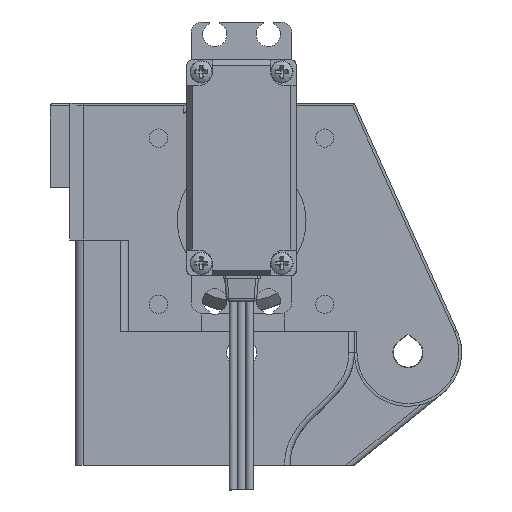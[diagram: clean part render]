
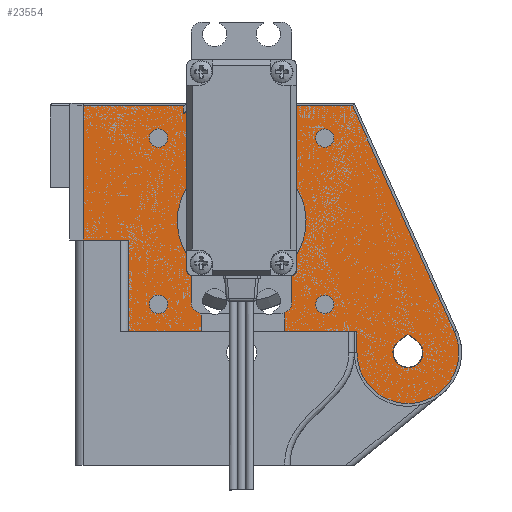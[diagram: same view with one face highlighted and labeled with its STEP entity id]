
A CAD part, left-side view. The second image highlights one B-rep face of the part: STEP entity #23554.
In plain terms, the highlighted planar face has unit normal (-1, 0, 0).
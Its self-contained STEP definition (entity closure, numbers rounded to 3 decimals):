
#411=FACE_BOUND('',#3061,.T.);
#412=FACE_BOUND('',#3062,.T.);
#413=FACE_BOUND('',#3063,.T.);
#414=FACE_BOUND('',#3064,.T.);
#415=FACE_BOUND('',#3065,.T.);
#854=PLANE('',#25129);
#1652=FACE_OUTER_BOUND('',#3060,.T.);
#3060=EDGE_LOOP('',(#16815,#16816,#16817,#16818,#16819,#16820,#16821,#16822,
#16823,#16824,#16825,#16826,#16827,#16828,#16829,#16830));
#3061=EDGE_LOOP('',(#16831,#16832,#16833));
#3062=EDGE_LOOP('',(#16834));
#3063=EDGE_LOOP('',(#16835));
#3064=EDGE_LOOP('',(#16836));
#3065=EDGE_LOOP('',(#16837));
#4797=CIRCLE('',#25130,9.5);
#4798=CIRCLE('',#25131,12.);
#4799=CIRCLE('',#25132,2.7);
#4800=CIRCLE('',#25133,1.7);
#4801=CIRCLE('',#25134,1.7);
#4802=CIRCLE('',#25135,1.7);
#4803=CIRCLE('',#25136,1.7);
#5997=LINE('',#42057,#7940);
#6007=LINE('',#42077,#7950);
#6008=LINE('',#42080,#7951);
#6009=LINE('',#42082,#7952);
#6010=LINE('',#42086,#7953);
#6011=LINE('',#42088,#7954);
#6012=LINE('',#42090,#7955);
#6013=LINE('',#42092,#7956);
#6014=LINE('',#42094,#7957);
#6015=LINE('',#42096,#7958);
#6016=LINE('',#42098,#7959);
#6017=LINE('',#42100,#7960);
#6018=LINE('',#42102,#7961);
#6019=LINE('',#42103,#7962);
#6020=LINE('',#42107,#7963);
#6021=LINE('',#42110,#7964);
#7940=VECTOR('',#28276,10.);
#7950=VECTOR('',#28288,10.);
#7951=VECTOR('',#28291,10.);
#7952=VECTOR('',#28292,10.);
#7953=VECTOR('',#28295,10.);
#7954=VECTOR('',#28296,10.);
#7955=VECTOR('',#28297,10.);
#7956=VECTOR('',#28298,10.);
#7957=VECTOR('',#28299,10.);
#7958=VECTOR('',#28300,10.);
#7959=VECTOR('',#28301,10.);
#7960=VECTOR('',#28302,10.);
#7961=VECTOR('',#28303,10.);
#7962=VECTOR('',#28304,10.);
#7963=VECTOR('',#28307,10.);
#7964=VECTOR('',#28310,10.);
#10007=VERTEX_POINT('',#42053);
#10009=VERTEX_POINT('',#42056);
#10014=VERTEX_POINT('',#42067);
#10018=VERTEX_POINT('',#42075);
#10019=VERTEX_POINT('',#42079);
#10020=VERTEX_POINT('',#42081);
#10021=VERTEX_POINT('',#42083);
#10022=VERTEX_POINT('',#42085);
#10023=VERTEX_POINT('',#42087);
#10024=VERTEX_POINT('',#42089);
#10025=VERTEX_POINT('',#42091);
#10026=VERTEX_POINT('',#42093);
#10027=VERTEX_POINT('',#42095);
#10028=VERTEX_POINT('',#42097);
#10029=VERTEX_POINT('',#42099);
#10030=VERTEX_POINT('',#42101);
#10031=VERTEX_POINT('',#42105);
#10032=VERTEX_POINT('',#42106);
#10033=VERTEX_POINT('',#42108);
#10034=VERTEX_POINT('',#42111);
#10035=VERTEX_POINT('',#42113);
#10036=VERTEX_POINT('',#42115);
#10037=VERTEX_POINT('',#42117);
#12567=EDGE_CURVE('',#10009,#10007,#5997,.T.);
#12577=EDGE_CURVE('',#10014,#10018,#6007,.T.);
#12578=EDGE_CURVE('',#10018,#10019,#6008,.T.);
#12579=EDGE_CURVE('',#10020,#10019,#6009,.T.);
#12580=EDGE_CURVE('',#10021,#10020,#4797,.T.);
#12581=EDGE_CURVE('',#10022,#10021,#6010,.T.);
#12582=EDGE_CURVE('',#10023,#10022,#6011,.T.);
#12583=EDGE_CURVE('',#10024,#10023,#6012,.T.);
#12584=EDGE_CURVE('',#10025,#10024,#6013,.T.);
#12585=EDGE_CURVE('',#10026,#10025,#6014,.T.);
#12586=EDGE_CURVE('',#10027,#10026,#6015,.T.);
#12587=EDGE_CURVE('',#10028,#10027,#6016,.T.);
#12588=EDGE_CURVE('',#10028,#10029,#6017,.T.);
#12589=EDGE_CURVE('',#10029,#10030,#6018,.T.);
#12590=EDGE_CURVE('',#10030,#10009,#6019,.T.);
#12591=EDGE_CURVE('',#10007,#10014,#4798,.T.);
#12592=EDGE_CURVE('',#10031,#10032,#6020,.T.);
#12593=EDGE_CURVE('',#10032,#10033,#4799,.T.);
#12594=EDGE_CURVE('',#10033,#10031,#6021,.T.);
#12595=EDGE_CURVE('',#10034,#10034,#4800,.T.);
#12596=EDGE_CURVE('',#10035,#10035,#4801,.T.);
#12597=EDGE_CURVE('',#10036,#10036,#4802,.T.);
#12598=EDGE_CURVE('',#10037,#10037,#4803,.T.);
#16815=ORIENTED_EDGE('',*,*,#12577,.T.);
#16816=ORIENTED_EDGE('',*,*,#12578,.T.);
#16817=ORIENTED_EDGE('',*,*,#12579,.F.);
#16818=ORIENTED_EDGE('',*,*,#12580,.F.);
#16819=ORIENTED_EDGE('',*,*,#12581,.F.);
#16820=ORIENTED_EDGE('',*,*,#12582,.F.);
#16821=ORIENTED_EDGE('',*,*,#12583,.F.);
#16822=ORIENTED_EDGE('',*,*,#12584,.F.);
#16823=ORIENTED_EDGE('',*,*,#12585,.F.);
#16824=ORIENTED_EDGE('',*,*,#12586,.F.);
#16825=ORIENTED_EDGE('',*,*,#12587,.F.);
#16826=ORIENTED_EDGE('',*,*,#12588,.T.);
#16827=ORIENTED_EDGE('',*,*,#12589,.T.);
#16828=ORIENTED_EDGE('',*,*,#12590,.T.);
#16829=ORIENTED_EDGE('',*,*,#12567,.T.);
#16830=ORIENTED_EDGE('',*,*,#12591,.T.);
#16831=ORIENTED_EDGE('',*,*,#12592,.T.);
#16832=ORIENTED_EDGE('',*,*,#12593,.T.);
#16833=ORIENTED_EDGE('',*,*,#12594,.T.);
#16834=ORIENTED_EDGE('',*,*,#12595,.T.);
#16835=ORIENTED_EDGE('',*,*,#12596,.T.);
#16836=ORIENTED_EDGE('',*,*,#12597,.T.);
#16837=ORIENTED_EDGE('',*,*,#12598,.T.);
#23554=ADVANCED_FACE('',(#1652,#411,#412,#413,#414,#415),#854,.T.);
#25129=AXIS2_PLACEMENT_3D('',#42078,#28289,#28290);
#25130=AXIS2_PLACEMENT_3D('',#42084,#28293,#28294);
#25131=AXIS2_PLACEMENT_3D('',#42104,#28305,#28306);
#25132=AXIS2_PLACEMENT_3D('',#42109,#28308,#28309);
#25133=AXIS2_PLACEMENT_3D('',#42112,#28311,#28312);
#25134=AXIS2_PLACEMENT_3D('',#42114,#28313,#28314);
#25135=AXIS2_PLACEMENT_3D('',#42116,#28315,#28316);
#25136=AXIS2_PLACEMENT_3D('',#42118,#28317,#28318);
#28276=DIRECTION('',(0.,0.,1.));
#28288=DIRECTION('',(0.,0.,-1.));
#28289=DIRECTION('center_axis',(-1.,0.,0.));
#28290=DIRECTION('ref_axis',(0.,-1.,0.));
#28291=DIRECTION('',(0.,-1.,0.));
#28292=DIRECTION('',(0.,0.,1.));
#28293=DIRECTION('center_axis',(1.,0.,0.));
#28294=DIRECTION('ref_axis',(0.,-0.21,-0.978));
#28295=DIRECTION('',(0.,-0.411,-0.912));
#28296=DIRECTION('',(0.,-1.,0.));
#28297=DIRECTION('',(0.,0.,1.));
#28298=DIRECTION('',(0.,-1.,0.));
#28299=DIRECTION('',(0.,0.,-1.));
#28300=DIRECTION('',(0.,-1.,0.));
#28301=DIRECTION('',(0.,0.,1.));
#28302=DIRECTION('',(0.,-1.,0.));
#28303=DIRECTION('',(0.,0.,-1.));
#28304=DIRECTION('',(0.,-1.,0.));
#28305=DIRECTION('center_axis',(1.,0.,0.));
#28306=DIRECTION('ref_axis',(0.,-1.,0.));
#28307=DIRECTION('',(0.,-0.817,-0.576));
#28308=DIRECTION('center_axis',(1.,0.,0.));
#28309=DIRECTION('ref_axis',(0.,-1.,0.));
#28310=DIRECTION('',(0.,-0.817,0.576));
#28311=DIRECTION('center_axis',(1.,0.,0.));
#28312=DIRECTION('ref_axis',(0.,-1.,0.));
#28313=DIRECTION('center_axis',(1.,0.,0.));
#28314=DIRECTION('ref_axis',(0.,-1.,0.));
#28315=DIRECTION('center_axis',(1.,0.,0.));
#28316=DIRECTION('ref_axis',(0.,-1.,0.));
#28317=DIRECTION('center_axis',(1.,0.,0.));
#28318=DIRECTION('ref_axis',(0.,-1.,0.));
#42053=CARTESIAN_POINT('',(-123.,7.5,15.133));
#42056=CARTESIAN_POINT('',(-123.,7.5,4.));
#42057=CARTESIAN_POINT('',(-123.,7.5,14.25));
#42067=CARTESIAN_POINT('',(-123.,-8.,15.556));
#42075=CARTESIAN_POINT('',(-123.,-8.,4.));
#42077=CARTESIAN_POINT('',(-123.,-8.,14.25));
#42078=CARTESIAN_POINT('Origin',(-123.,0.,24.5));
#42079=CARTESIAN_POINT('',(-123.,-21.5,4.));
#42080=CARTESIAN_POINT('',(-123.,-10.5,4.));
#42081=CARTESIAN_POINT('',(-123.,-21.5,0.));
#42082=CARTESIAN_POINT('',(-123.,-21.5,12.25));
#42083=CARTESIAN_POINT('',(-123.,-39.66,3.905));
#42084=CARTESIAN_POINT('Origin',(-123.,-31.,0.));
#42085=CARTESIAN_POINT('',(-123.,-20.677,46.));
#42086=CARTESIAN_POINT('',(-123.,-22.892,41.088));
#42087=CARTESIAN_POINT('',(-123.,6.248,46.));
#42088=CARTESIAN_POINT('',(-123.,10.5,46.));
#42089=CARTESIAN_POINT('',(-123.,6.248,44.6));
#42090=CARTESIAN_POINT('',(-123.,6.248,35.5));
#42091=CARTESIAN_POINT('',(-123.,10.748,44.6));
#42092=CARTESIAN_POINT('',(-123.,5.249,44.6));
#42093=CARTESIAN_POINT('',(-123.,10.748,46.));
#42094=CARTESIAN_POINT('',(-123.,10.748,35.5));
#42095=CARTESIAN_POINT('',(-123.,29.5,46.));
#42096=CARTESIAN_POINT('',(-123.,10.5,46.));
#42097=CARTESIAN_POINT('',(-123.,29.5,21.));
#42098=CARTESIAN_POINT('',(-123.,29.5,35.5));
#42099=CARTESIAN_POINT('',(-123.,21.,21.));
#42100=CARTESIAN_POINT('',(-123.,13.,21.));
#42101=CARTESIAN_POINT('',(-123.,21.,4.));
#42102=CARTESIAN_POINT('',(-123.,21.,44.75));
#42103=CARTESIAN_POINT('',(-123.,-10.5,4.));
#42104=CARTESIAN_POINT('Origin',(-123.,0.,24.5));
#42105=CARTESIAN_POINT('',(-123.,-31.,3.303));
#42106=CARTESIAN_POINT('',(-123.,-32.556,2.207));
#42107=CARTESIAN_POINT('',(-123.,-15.654,14.121));
#42108=CARTESIAN_POINT('',(-123.,-29.444,2.207));
#42109=CARTESIAN_POINT('Origin',(-123.,-31.,0.));
#42110=CARTESIAN_POINT('',(-123.,-24.858,-1.026));
#42111=CARTESIAN_POINT('',(-123.,17.2,9.));
#42112=CARTESIAN_POINT('Origin',(-123.,15.5,9.));
#42113=CARTESIAN_POINT('',(-123.,-13.8,9.));
#42114=CARTESIAN_POINT('Origin',(-123.,-15.5,9.));
#42115=CARTESIAN_POINT('',(-123.,-13.8,40.));
#42116=CARTESIAN_POINT('Origin',(-123.,-15.5,40.));
#42117=CARTESIAN_POINT('',(-123.,17.2,40.));
#42118=CARTESIAN_POINT('Origin',(-123.,15.5,40.));
